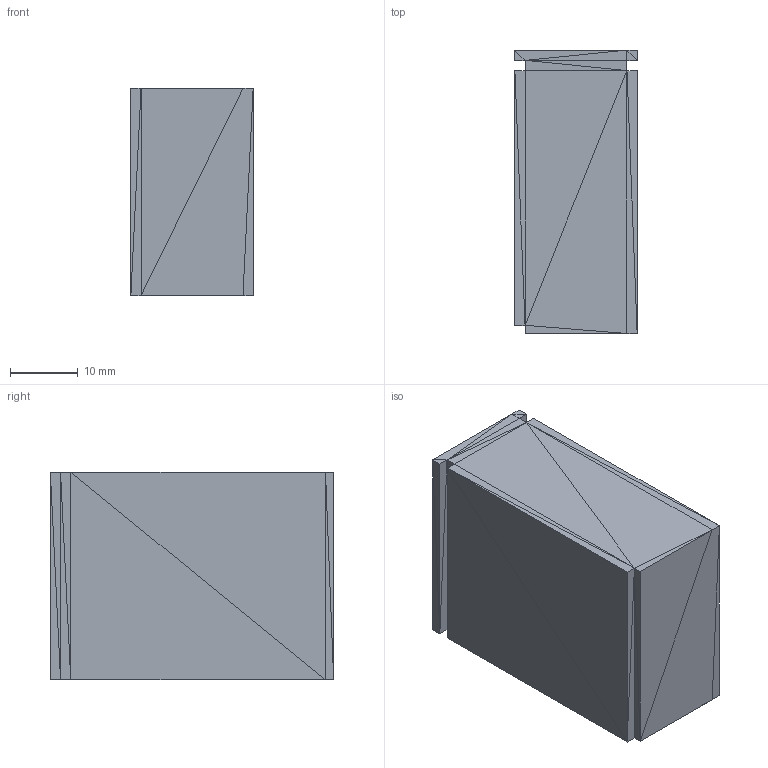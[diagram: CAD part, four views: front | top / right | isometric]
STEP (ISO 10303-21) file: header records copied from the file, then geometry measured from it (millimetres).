
FILE_DESCRIPTION(('FreeCAD Model'),'2;1');
FILE_NAME('Open CASCADE Shape Model','2023-04-14T17:06:12',('Author'),( ''),'Open CASCADE STEP processor 7.6','FreeCAD','Unknown');
FILE_SCHEMA(('AUTOMOTIVE_DESIGN { 1 0 10303 214 1 1 1 1 }'));
Length unit declared in the file: millimetre
Products named in the file (1): usb_holder_vertical_cutout001
Bounding box: 18 x 41.7 x 30.6 mm (x, y, z)
Surface area: 5325.8 mm2 (no closed solid volume)
Topology: 0 solids, 1 shells, 76 faces, 114 edges, 40 vertices
Faces by surface type: plane 76
Entity records: 2998 total; most frequent: DIRECTION 496, CARTESIAN_POINT 459, LINE 342, VECTOR 342, ORIENTED_EDGE 228, PCURVE 228, DEFINITIONAL_REPRESENTATION 228, EDGE_CURVE 114
